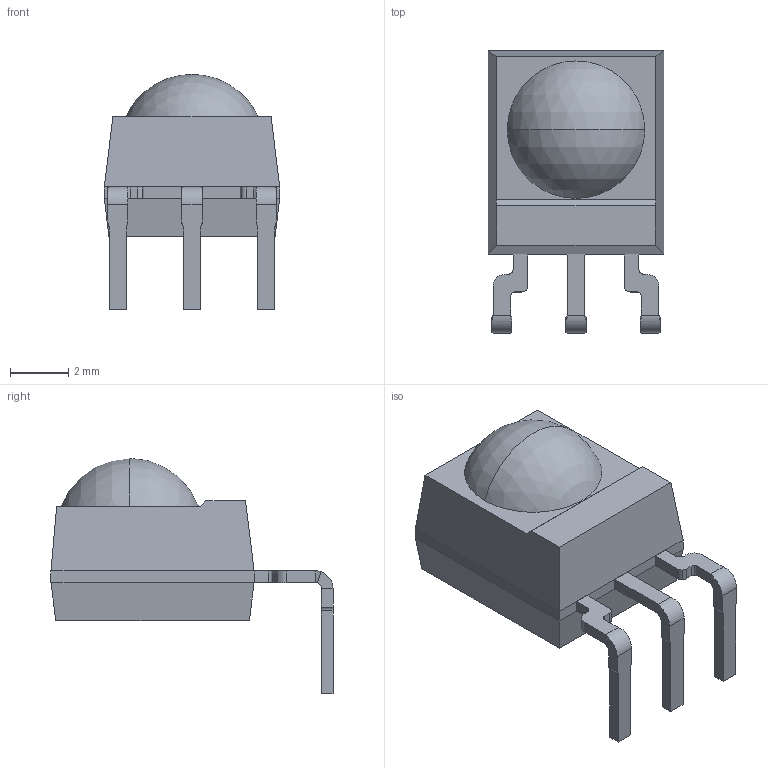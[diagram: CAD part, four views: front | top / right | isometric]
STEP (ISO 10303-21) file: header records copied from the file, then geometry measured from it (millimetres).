
FILE_DESCRIPTION (( 'STEP AP214' ), '1' );
FILE_NAME ('TSOP2xxx, TSOP32xxx Hor.STEP', '2023-03-29T09:29:22', ( 'Elessar' ), ( '' ), 'SwSTEP 2.0', 'SolidWorks 2018', '' );
FILE_SCHEMA (( 'AUTOMOTIVE_DESIGN' ));
Length unit declared in the file: millimetre
Products named in the file (1): TSOP2xxx, TSOP32xxx Hor
Bounding box: 6 x 9.65 x 8.05 mm (x, y, z)
Volume: 176.2 mm3; surface area: 224 mm2
Topology: 4 solids, 4 shells, 102 faces, 248 edges, 155 vertices
Faces by surface type: plane 66, cylinder 28, bspline 6, sphere 2
Entity records: 3953 total; most frequent: CARTESIAN_POINT 1496, ORIENTED_EDGE 496, DIRECTION 490, EDGE_CURVE 248, VECTOR 176, LINE 176, AXIS2_PLACEMENT_3D 157, VERTEX_POINT 155
